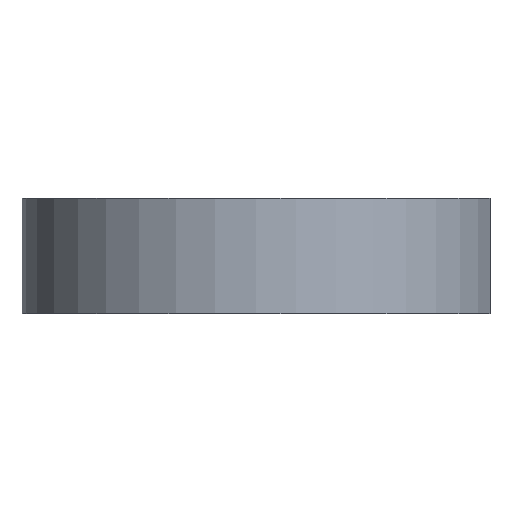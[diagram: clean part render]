
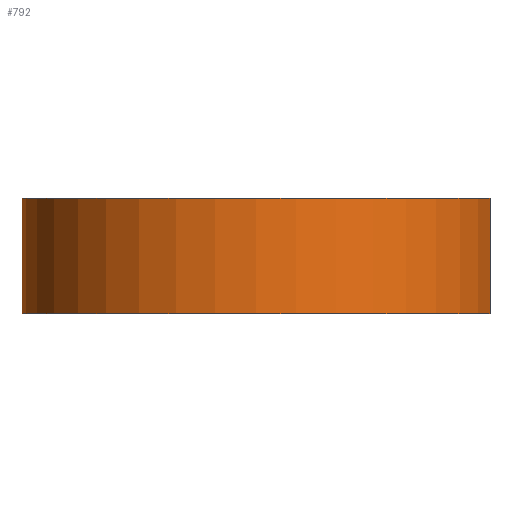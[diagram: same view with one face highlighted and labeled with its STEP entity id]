
A CAD part, front view. The second image highlights one B-rep face of the part: STEP entity #792.
In plain terms, the highlighted cylindrical face has radius 35.2 mm (diameter 70.4 mm), a partial arc.
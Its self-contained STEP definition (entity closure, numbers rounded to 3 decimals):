
#87=LINE('',#1349,#161);
#97=LINE('',#1369,#171);
#161=VECTOR('',#1028,10.);
#171=VECTOR('',#1048,10.);
#200=CYLINDRICAL_SURFACE('',#867,35.2);
#237=FACE_OUTER_BOUND('',#278,.T.);
#278=EDGE_LOOP('',(#741,#742,#743,#744));
#314=CIRCLE('',#860,35.2);
#315=CIRCLE('',#868,35.2);
#389=VERTEX_POINT('',#1346);
#390=VERTEX_POINT('',#1348);
#394=VERTEX_POINT('',#1366);
#395=VERTEX_POINT('',#1368);
#490=EDGE_CURVE('',#389,#390,#87,.T.);
#500=EDGE_CURVE('',#395,#394,#97,.T.);
#509=EDGE_CURVE('',#390,#394,#314,.T.);
#518=EDGE_CURVE('',#389,#395,#315,.T.);
#741=ORIENTED_EDGE('',*,*,#509,.F.);
#742=ORIENTED_EDGE('',*,*,#490,.F.);
#743=ORIENTED_EDGE('',*,*,#518,.T.);
#744=ORIENTED_EDGE('',*,*,#500,.T.);
#792=ADVANCED_FACE('',(#237),#200,.T.);
#860=AXIS2_PLACEMENT_3D('',#1385,#1065,#1066);
#867=AXIS2_PLACEMENT_3D('',#1402,#1087,#1088);
#868=AXIS2_PLACEMENT_3D('',#1403,#1089,#1090);
#1028=DIRECTION('',(0.,0.,-1.));
#1048=DIRECTION('',(0.,0.,-1.));
#1065=DIRECTION('center_axis',(0.,0.,-1.));
#1066=DIRECTION('ref_axis',(1.,0.,0.));
#1087=DIRECTION('center_axis',(0.,0.,-1.));
#1088=DIRECTION('ref_axis',(-0.707,-0.707,0.));
#1089=DIRECTION('center_axis',(0.,0.,-1.));
#1090=DIRECTION('ref_axis',(0.,1.,0.));
#1346=CARTESIAN_POINT('',(-15.557,-57.263,14.));
#1348=CARTESIAN_POINT('',(-15.557,-57.263,-3.2));
#1349=CARTESIAN_POINT('',(-15.557,-57.263,-3.));
#1366=CARTESIAN_POINT('',(-57.263,-15.557,-3.2));
#1368=CARTESIAN_POINT('',(-57.263,-15.557,14.));
#1369=CARTESIAN_POINT('',(-57.263,-15.557,-3.));
#1385=CARTESIAN_POINT('Origin',(-50.,-50.,-3.2));
#1402=CARTESIAN_POINT('Origin',(-50.,-50.,0.));
#1403=CARTESIAN_POINT('Origin',(-50.,-50.,14.));
